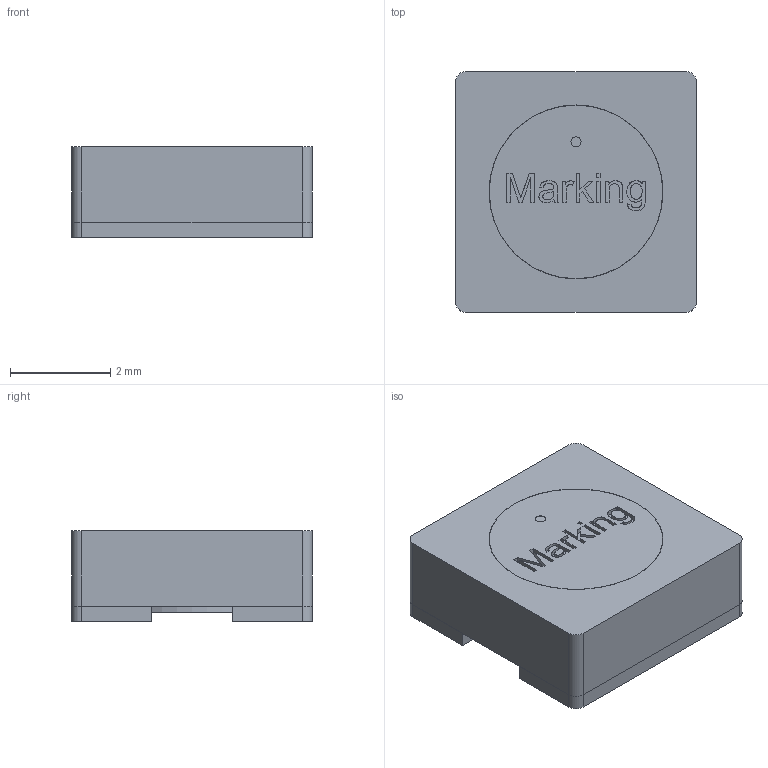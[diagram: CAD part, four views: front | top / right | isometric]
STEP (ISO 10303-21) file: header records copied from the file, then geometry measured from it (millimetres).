
FILE_DESCRIPTION(('FreeCAD Model'),'2;1');
FILE_NAME('Wuerth_WE_TPC_3816.step','2018-10-07T21:32:29' ,('kicad StepUp'),('ksu MCAD'),'Open CASCADE STEP processor 7.3', 'FreeCAD','Unknown');
FILE_SCHEMA(('AUTOMOTIVE_DESIGN_CC2 { 1 2 10303 214 -1 1 5 4 }'));
Length unit declared in the file: millimetre
Products named in the file (1): Wuerth_WE_TPC_3816
Bounding box: 4.8 x 4.8 x 1.8 mm (x, y, z)
Volume: 32.8 mm3; surface area: 168.3 mm2
Topology: 6 solids, 6 shells, 146 faces, 353 edges, 233 vertices
Faces by surface type: plane 98, cylinder 24, extrusion 16, torus 6, bspline 2
Full cylindrical faces by diameter (mm): 0.18 x6, 0.2 x1, 1.6 x1, 3.46 x1, 3.47 x1
Entity records: 6489 total; most frequent: CARTESIAN_POINT 2278, ORIENTED_EDGE 706, DIRECTION 535, EDGE_CURVE 353, VERTEX_POINT 233, AXIS2_PLACEMENT_3D 183, VECTOR 169, FACE_BOUND 162
